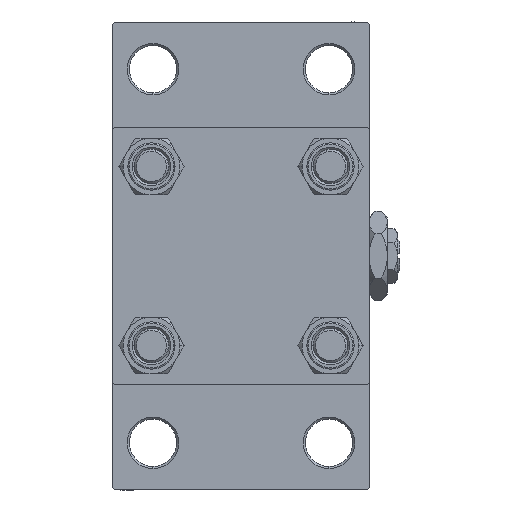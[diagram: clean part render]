
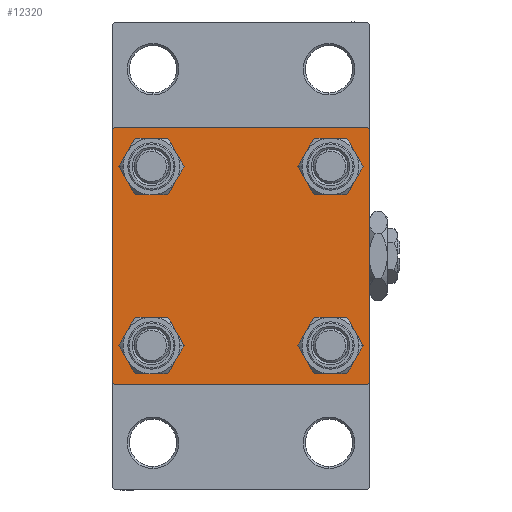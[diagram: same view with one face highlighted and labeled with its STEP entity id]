
A CAD part, left-side view. The second image highlights one B-rep face of the part: STEP entity #12320.
In plain terms, the highlighted planar face has unit normal (-1, 0, 0).
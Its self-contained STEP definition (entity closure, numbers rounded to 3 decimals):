
#232 = DIRECTION ( 'NONE',  ( 0., 0., 1. ) ) ;
#447 = VECTOR ( 'NONE', #14543, 1000. ) ;
#1226 = VERTEX_POINT ( 'NONE', #15659 ) ;
#1273 = CIRCLE ( 'NONE', #43614, 4.5 ) ;
#2219 = VERTEX_POINT ( 'NONE', #10870 ) ;
#2438 = VERTEX_POINT ( 'NONE', #34079 ) ;
#2458 = LINE ( 'NONE', #9985, #13526 ) ;
#2501 = VERTEX_POINT ( 'NONE', #24041 ) ;
#3343 = EDGE_LOOP ( 'NONE', ( #31101, #12923 ) ) ;
#3540 = DIRECTION ( 'NONE',  ( 0., 0., 1. ) ) ;
#4178 = EDGE_CURVE ( 'NONE', #15104, #36487, #31269, .T. ) ;
#4991 = CARTESIAN_POINT ( 'NONE',  ( 0., -29.75, -29.75 ) ) ;
#5951 = CARTESIAN_POINT ( 'NONE',  ( 0., 20.85, 20.85 ) ) ;
#6571 = ORIENTED_EDGE ( 'NONE', *, *, #40927, .T. ) ;
#6715 = AXIS2_PLACEMENT_3D ( 'NONE', #5951, #8977, #8722 ) ;
#7467 = ORIENTED_EDGE ( 'NONE', *, *, #17715, .T. ) ;
#7489 = AXIS2_PLACEMENT_3D ( 'NONE', #36306, #24058, #21298 ) ;
#7782 = CARTESIAN_POINT ( 'NONE',  ( 0., -20.85, 20.85 ) ) ;
#7957 = CARTESIAN_POINT ( 'NONE',  ( 0., -20.85, 20.85 ) ) ;
#8200 = DIRECTION ( 'NONE',  ( 1., 0., 0. ) ) ;
#8259 = CARTESIAN_POINT ( 'NONE',  ( 0., 20.85, 25.35 ) ) ;
#8678 = DIRECTION ( 'NONE',  ( 1., 0., 0. ) ) ;
#8722 = DIRECTION ( 'NONE',  ( 0., 0., 1. ) ) ;
#8790 = EDGE_CURVE ( 'NONE', #19989, #43519, #22665, .T. ) ;
#8977 = DIRECTION ( 'NONE',  ( 1., 0., 0. ) ) ;
#9555 = EDGE_CURVE ( 'NONE', #36487, #15104, #42606, .T. ) ;
#9985 = CARTESIAN_POINT ( 'NONE',  ( 0., 30., 30. ) ) ;
#10068 = EDGE_CURVE ( 'NONE', #2501, #17563, #25218, .T. ) ;
#10870 = CARTESIAN_POINT ( 'NONE',  ( 0., -20.85, -16.35 ) ) ;
#11274 = DIRECTION ( 'NONE',  ( 1., 0., 0. ) ) ;
#11802 = DIRECTION ( 'NONE',  ( -1., 0., 0. ) ) ;
#12133 = CARTESIAN_POINT ( 'NONE',  ( 0., -20.85, -25.35 ) ) ;
#12320 = ADVANCED_FACE ( 'NONE', ( #49106, #37839, #15081, #45363, #38327 ), #26822, .T. ) ;
#12923 = ORIENTED_EDGE ( 'NONE', *, *, #14562, .T. ) ;
#12976 = ORIENTED_EDGE ( 'NONE', *, *, #10068, .T. ) ;
#13526 = VECTOR ( 'NONE', #28522, 1000. ) ;
#13626 = EDGE_CURVE ( 'NONE', #15037, #49495, #35708, .T. ) ;
#13705 = DIRECTION ( 'NONE',  ( 0., -1., 0. ) ) ;
#14259 = EDGE_CURVE ( 'NONE', #2219, #49126, #22731, .T. ) ;
#14334 = CARTESIAN_POINT ( 'NONE',  ( 0., 29.75, -29.75 ) ) ;
#14543 = DIRECTION ( 'NONE',  ( 0., 0.707, 0.707 ) ) ;
#14562 = EDGE_CURVE ( 'NONE', #43519, #19989, #37086, .T. ) ;
#15016 = DIRECTION ( 'NONE',  ( 0., -1., 0. ) ) ;
#15037 = VERTEX_POINT ( 'NONE', #44701 ) ;
#15081 = FACE_BOUND ( 'NONE', #44397, .T. ) ;
#15104 = VERTEX_POINT ( 'NONE', #26159 ) ;
#15520 = CARTESIAN_POINT ( 'NONE',  ( 0., -30., 30. ) ) ;
#15659 = CARTESIAN_POINT ( 'NONE',  ( 0., 30., -29.5 ) ) ;
#15951 = CARTESIAN_POINT ( 'NONE',  ( 0., 20.85, -20.85 ) ) ;
#16436 = VECTOR ( 'NONE', #25343, 1000. ) ;
#17364 = ORIENTED_EDGE ( 'NONE', *, *, #38818, .F. ) ;
#17563 = VERTEX_POINT ( 'NONE', #20323 ) ;
#17715 = EDGE_CURVE ( 'NONE', #37267, #36371, #1273, .T. ) ;
#18497 = EDGE_CURVE ( 'NONE', #2438, #38370, #26779, .T. ) ;
#18780 = CARTESIAN_POINT ( 'NONE',  ( 0., 30., 30. ) ) ;
#18830 = DIRECTION ( 'NONE',  ( 0., 0., 1. ) ) ;
#19322 = CARTESIAN_POINT ( 'NONE',  ( 0., 0., 0. ) ) ;
#19584 = ORIENTED_EDGE ( 'NONE', *, *, #4178, .T. ) ;
#19989 = VERTEX_POINT ( 'NONE', #8259 ) ;
#20323 = CARTESIAN_POINT ( 'NONE',  ( 0., -29.5, -30. ) ) ;
#21063 = AXIS2_PLACEMENT_3D ( 'NONE', #7782, #23058, #18830 ) ;
#21298 = DIRECTION ( 'NONE',  ( 0., 0., 1. ) ) ;
#21969 = CARTESIAN_POINT ( 'NONE',  ( 0., 30., -30. ) ) ;
#22542 = DIRECTION ( 'NONE',  ( 0., 0., -1. ) ) ;
#22665 = CIRCLE ( 'NONE', #34613, 4.5 ) ;
#22731 = CIRCLE ( 'NONE', #7489, 4.5 ) ;
#23058 = DIRECTION ( 'NONE',  ( 1., 0., 0. ) ) ;
#23711 = VECTOR ( 'NONE', #36524, 1000. ) ;
#23784 = VECTOR ( 'NONE', #15016, 1000. ) ;
#23957 = DIRECTION ( 'NONE',  ( 0., 0., 1. ) ) ;
#24041 = CARTESIAN_POINT ( 'NONE',  ( 0., 29.5, -30. ) ) ;
#24058 = DIRECTION ( 'NONE',  ( 1., 0., 0. ) ) ;
#24192 = DIRECTION ( 'NONE',  ( 0., 0., 1. ) ) ;
#24267 = VECTOR ( 'NONE', #46984, 1000. ) ;
#24949 = CARTESIAN_POINT ( 'NONE',  ( 0., -20.85, 16.35 ) ) ;
#25115 = ORIENTED_EDGE ( 'NONE', *, *, #36287, .T. ) ;
#25218 = LINE ( 'NONE', #21969, #31480 ) ;
#25343 = DIRECTION ( 'NONE',  ( 0., -0.707, -0.707 ) ) ;
#25592 = LINE ( 'NONE', #14334, #16436 ) ;
#26159 = CARTESIAN_POINT ( 'NONE',  ( 0., -20.85, 25.35 ) ) ;
#26532 = LINE ( 'NONE', #15520, #37152 ) ;
#26779 = LINE ( 'NONE', #34778, #447 ) ;
#26822 = PLANE ( 'NONE',  #31435 ) ;
#27504 = CIRCLE ( 'NONE', #40286, 4.5 ) ;
#27954 = EDGE_CURVE ( 'NONE', #49126, #2219, #27504, .T. ) ;
#27966 = CARTESIAN_POINT ( 'NONE',  ( 0., 29.75, 29.75 ) ) ;
#28522 = DIRECTION ( 'NONE',  ( 0., 0., -1. ) ) ;
#28828 = EDGE_CURVE ( 'NONE', #2438, #29070, #26532, .T. ) ;
#29009 = ORIENTED_EDGE ( 'NONE', *, *, #13626, .T. ) ;
#29070 = VERTEX_POINT ( 'NONE', #33936 ) ;
#29875 = ORIENTED_EDGE ( 'NONE', *, *, #14259, .T. ) ;
#31101 = ORIENTED_EDGE ( 'NONE', *, *, #8790, .T. ) ;
#31244 = DIRECTION ( 'NONE',  ( 0., 0., 1. ) ) ;
#31269 = CIRCLE ( 'NONE', #43269, 4.5 ) ;
#31435 = AXIS2_PLACEMENT_3D ( 'NONE', #19322, #11802, #3540 ) ;
#31480 = VECTOR ( 'NONE', #13705, 1000. ) ;
#32292 = LINE ( 'NONE', #4991, #23711 ) ;
#33498 = ORIENTED_EDGE ( 'NONE', *, *, #9555, .T. ) ;
#33877 = EDGE_CURVE ( 'NONE', #1226, #2501, #25592, .T. ) ;
#33936 = CARTESIAN_POINT ( 'NONE',  ( 0., -30., -29.5 ) ) ;
#34079 = CARTESIAN_POINT ( 'NONE',  ( 0., -30., 29.5 ) ) ;
#34473 = EDGE_LOOP ( 'NONE', ( #29875, #39131 ) ) ;
#34613 = AXIS2_PLACEMENT_3D ( 'NONE', #39895, #43883, #40130 ) ;
#34745 = ORIENTED_EDGE ( 'NONE', *, *, #28828, .F. ) ;
#34778 = CARTESIAN_POINT ( 'NONE',  ( 0., -29.75, 29.75 ) ) ;
#35022 = CIRCLE ( 'NONE', #41426, 4.5 ) ;
#35708 = LINE ( 'NONE', #27966, #24267 ) ;
#35884 = ORIENTED_EDGE ( 'NONE', *, *, #18497, .T. ) ;
#36239 = EDGE_LOOP ( 'NONE', ( #6571, #40549, #12976, #25115, #34745, #35884, #17364, #29009 ) ) ;
#36287 = EDGE_CURVE ( 'NONE', #17563, #29070, #32292, .T. ) ;
#36306 = CARTESIAN_POINT ( 'NONE',  ( 0., -20.85, -20.85 ) ) ;
#36371 = VERTEX_POINT ( 'NONE', #45279 ) ;
#36377 = EDGE_LOOP ( 'NONE', ( #19584, #33498 ) ) ;
#36487 = VERTEX_POINT ( 'NONE', #24949 ) ;
#36524 = DIRECTION ( 'NONE',  ( 0., -0.707, 0.707 ) ) ;
#36818 = ORIENTED_EDGE ( 'NONE', *, *, #44015, .T. ) ;
#37086 = CIRCLE ( 'NONE', #6715, 4.5 ) ;
#37152 = VECTOR ( 'NONE', #22542, 1000. ) ;
#37267 = VERTEX_POINT ( 'NONE', #41025 ) ;
#37839 = FACE_BOUND ( 'NONE', #34473, .T. ) ;
#38327 = FACE_OUTER_BOUND ( 'NONE', #36239, .T. ) ;
#38370 = VERTEX_POINT ( 'NONE', #47879 ) ;
#38818 = EDGE_CURVE ( 'NONE', #15037, #38370, #45779, .T. ) ;
#39131 = ORIENTED_EDGE ( 'NONE', *, *, #27954, .T. ) ;
#39205 = CARTESIAN_POINT ( 'NONE',  ( 0., -20.85, -20.85 ) ) ;
#39895 = CARTESIAN_POINT ( 'NONE',  ( 0., 20.85, 20.85 ) ) ;
#40130 = DIRECTION ( 'NONE',  ( 0., 0., 1. ) ) ;
#40286 = AXIS2_PLACEMENT_3D ( 'NONE', #39205, #43210, #24192 ) ;
#40549 = ORIENTED_EDGE ( 'NONE', *, *, #33877, .T. ) ;
#40927 = EDGE_CURVE ( 'NONE', #49495, #1226, #2458, .T. ) ;
#41025 = CARTESIAN_POINT ( 'NONE',  ( 0., 20.85, -25.35 ) ) ;
#41426 = AXIS2_PLACEMENT_3D ( 'NONE', #15951, #8678, #23957 ) ;
#42606 = CIRCLE ( 'NONE', #21063, 4.5 ) ;
#43210 = DIRECTION ( 'NONE',  ( 1., 0., 0. ) ) ;
#43269 = AXIS2_PLACEMENT_3D ( 'NONE', #7957, #8200, #31244 ) ;
#43519 = VERTEX_POINT ( 'NONE', #45799 ) ;
#43614 = AXIS2_PLACEMENT_3D ( 'NONE', #45558, #11274, #232 ) ;
#43883 = DIRECTION ( 'NONE',  ( 1., 0., 0. ) ) ;
#44015 = EDGE_CURVE ( 'NONE', #36371, #37267, #35022, .T. ) ;
#44397 = EDGE_LOOP ( 'NONE', ( #36818, #7467 ) ) ;
#44701 = CARTESIAN_POINT ( 'NONE',  ( 0., 29.5, 30. ) ) ;
#45279 = CARTESIAN_POINT ( 'NONE',  ( 0., 20.85, -16.35 ) ) ;
#45363 = FACE_BOUND ( 'NONE', #3343, .T. ) ;
#45558 = CARTESIAN_POINT ( 'NONE',  ( 0., 20.85, -20.85 ) ) ;
#45779 = LINE ( 'NONE', #18780, #23784 ) ;
#45799 = CARTESIAN_POINT ( 'NONE',  ( 0., 20.85, 16.35 ) ) ;
#46984 = DIRECTION ( 'NONE',  ( 0., 0.707, -0.707 ) ) ;
#47375 = CARTESIAN_POINT ( 'NONE',  ( 0., 30., 29.5 ) ) ;
#47879 = CARTESIAN_POINT ( 'NONE',  ( 0., -29.5, 30. ) ) ;
#49106 = FACE_BOUND ( 'NONE', #36377, .T. ) ;
#49126 = VERTEX_POINT ( 'NONE', #12133 ) ;
#49495 = VERTEX_POINT ( 'NONE', #47375 ) ;
